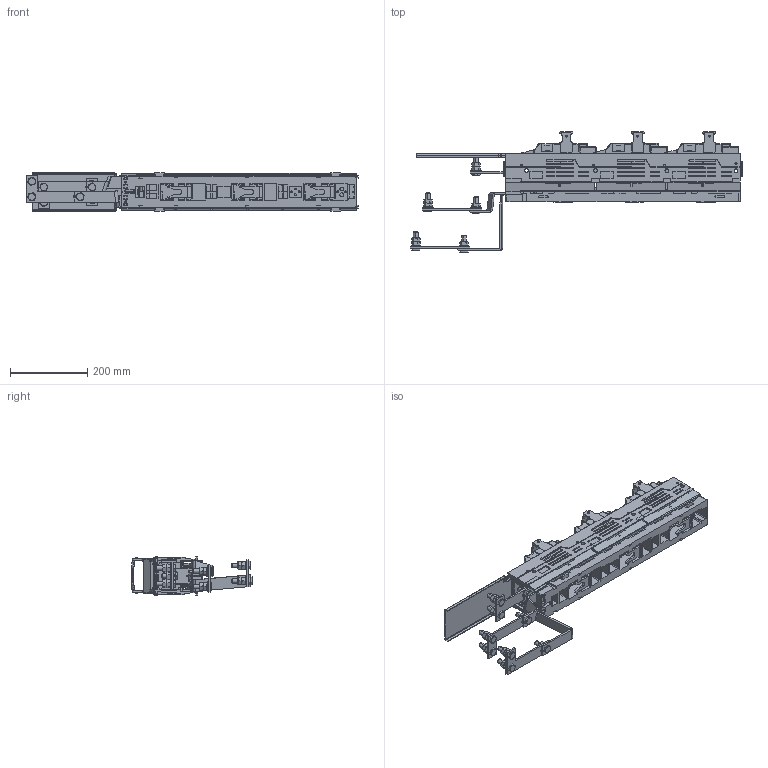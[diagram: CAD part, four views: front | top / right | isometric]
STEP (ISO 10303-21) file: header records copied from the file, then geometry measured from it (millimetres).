
FILE_DESCRIPTION (( 'STEP AP203' ), '1' );
FILE_NAME ('ARS 3-1-TM2 630A Ó.STEP', '2022-10-14T18:17:57', ( '' ), ( '' ), 'SwSTEP 2.0', 'SolidWorks 2018', '' );
FILE_SCHEMA (( 'CONFIG_CONTROL_DESIGN' ));
Length unit declared in the file: millimetre
Products named in the file (1): ARS 3-1-TM2 630A Ó
Bounding box: 859.9 x 313.34 x 99.55 mm (x, y, z)
Surface area: 962718.7 mm2 (no closed solid volume)
Topology: 0 solids, 105 shells, 2416 faces, 9301 edges, 6805 vertices
Faces by surface type: plane 1409, cylinder 718, cone 126, bspline 79, sphere 50, torus 34
Entity records: 108922 total; most frequent: CARTESIAN_POINT 32651, DIRECTION 15351, ORIENTED_EDGE 14420, EDGE_CURVE 9287, VERTEX_POINT 6805, VECTOR 6511, LINE 6511, AXIS2_PLACEMENT_3D 4420
